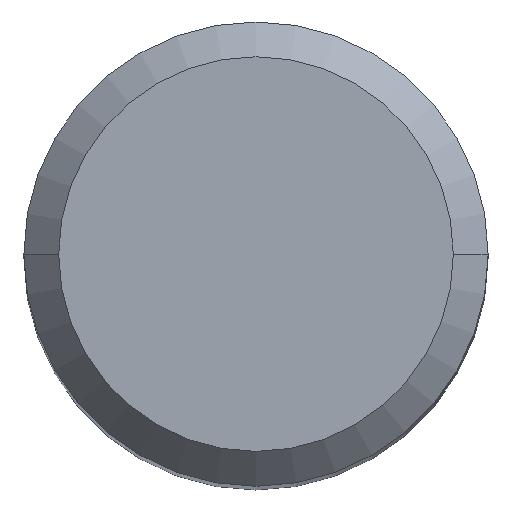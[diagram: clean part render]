
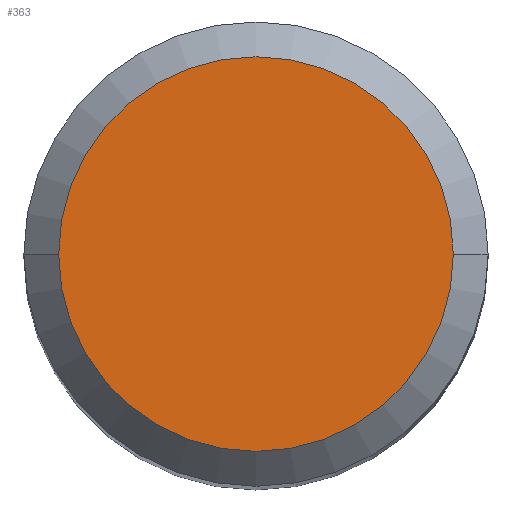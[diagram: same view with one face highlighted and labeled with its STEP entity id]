
A CAD part, top view. The second image highlights one B-rep face of the part: STEP entity #363.
In plain terms, the highlighted planar face has unit normal (0, 0, 1).
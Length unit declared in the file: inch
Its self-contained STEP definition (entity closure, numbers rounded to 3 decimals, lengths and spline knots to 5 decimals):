
#16 = CARTESIAN_POINT ( 'NONE',  ( 0., 0., 0. ) ) ;
#56 = CARTESIAN_POINT ( 'NONE',  ( 0.16732, 0., 0. ) ) ;
#67 = DIRECTION ( 'NONE',  ( 0., 0., -1. ) ) ;
#75 = DIRECTION ( 'NONE',  ( 0., 0., 1. ) ) ;
#99 = DIRECTION ( 'NONE',  ( 1., 0., 0. ) ) ;
#123 = EDGE_LOOP ( 'NONE', ( #320, #154 ) ) ;
#136 = DIRECTION ( 'NONE',  ( 1., 0., 0. ) ) ;
#140 = CARTESIAN_POINT ( 'NONE',  ( 0., 0., 0. ) ) ;
#154 = ORIENTED_EDGE ( 'NONE', *, *, #260, .T. ) ;
#180 = FACE_OUTER_BOUND ( 'NONE', #123, .T. ) ;
#181 = VERTEX_POINT ( 'NONE', #187 ) ;
#187 = CARTESIAN_POINT ( 'NONE',  ( -0.16732, 0., 0. ) ) ;
#203 = CIRCLE ( 'NONE', #435, 0.16732 ) ;
#210 = DIRECTION ( 'NONE',  ( -1., 0., 0. ) ) ;
#213 = CARTESIAN_POINT ( 'NONE',  ( 0., 0., 0. ) ) ;
#238 = AXIS2_PLACEMENT_3D ( 'NONE', #140, #67, #210 ) ;
#243 = EDGE_CURVE ( 'NONE', #181, #280, #313, .T. ) ;
#260 = EDGE_CURVE ( 'NONE', #280, #181, #203, .T. ) ;
#280 = VERTEX_POINT ( 'NONE', #56 ) ;
#313 = CIRCLE ( 'NONE', #381, 0.16732 ) ;
#320 = ORIENTED_EDGE ( 'NONE', *, *, #243, .T. ) ;
#348 = DIRECTION ( 'NONE',  ( 0., 0., 1. ) ) ;
#363 = ADVANCED_FACE ( 'NONE', ( #180 ), #394, .F. ) ;
#381 = AXIS2_PLACEMENT_3D ( 'NONE', #16, #348, #99 ) ;
#394 = PLANE ( 'NONE',  #238 ) ;
#435 = AXIS2_PLACEMENT_3D ( 'NONE', #213, #75, #136 ) ;
